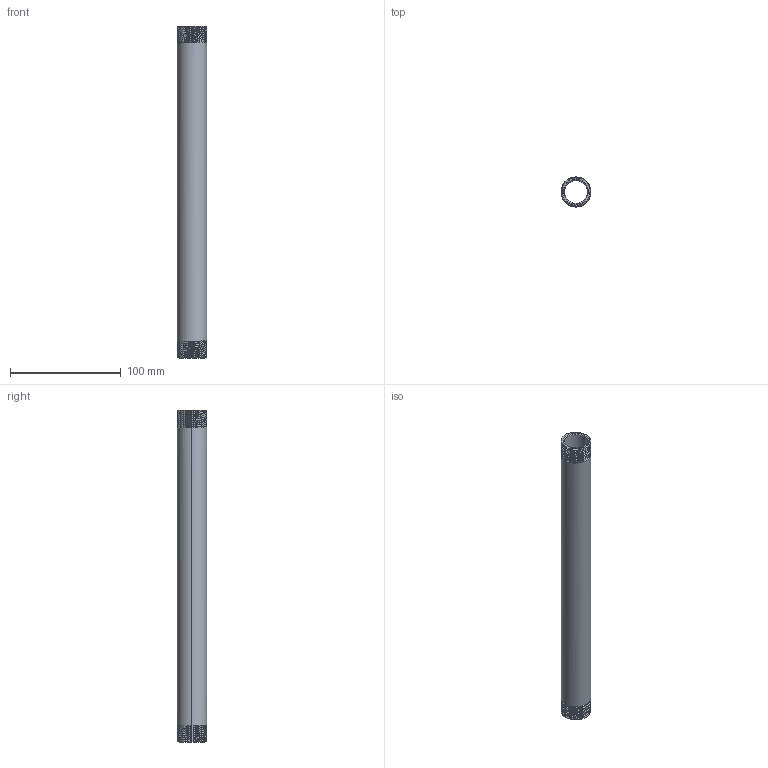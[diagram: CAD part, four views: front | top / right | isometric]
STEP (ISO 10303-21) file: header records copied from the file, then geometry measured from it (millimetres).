
FILE_DESCRIPTION((''),'2;1');
FILE_NAME('226935_SM01_ASM','2022-01-05T15:35:43',('PDMAdmin'),('BANNER ENGINEERING'),'CREO PARAMETRIC BY PTC INC, 2019292','CREO PARAMETRIC BY PTC INC, 2019292','');
FILE_SCHEMA(('CONFIG_CONTROL_DESIGN'));
Length unit declared in the file: millimetre
Products named in the file (2): 226935_EP01; 226935_SM01_ASM
Assembly tree (1 placements, depth 2):
  226935_SM01_ASM
    226935_EP01
Bounding box: 26.67 x 26.66 x 299.72 mm (x, y, z)
Surface area: 46561.4 mm2 (no closed solid volume)
Topology: 0 solids, 1 shells, 54 faces, 154 edges, 100 vertices
Faces by surface type: cylinder 36, bspline 12, cone 4, plane 2
Entity records: 4718 total; most frequent: CARTESIAN_POINT 3452, ORIENTED_EDGE 302, DIRECTION 164, EDGE_CURVE 154, VERTEX_POINT 100, B_SPLINE_CURVE_WITH_KNOTS 90, EDGE_LOOP 56, AXIS2_PLACEMENT_3D 55
